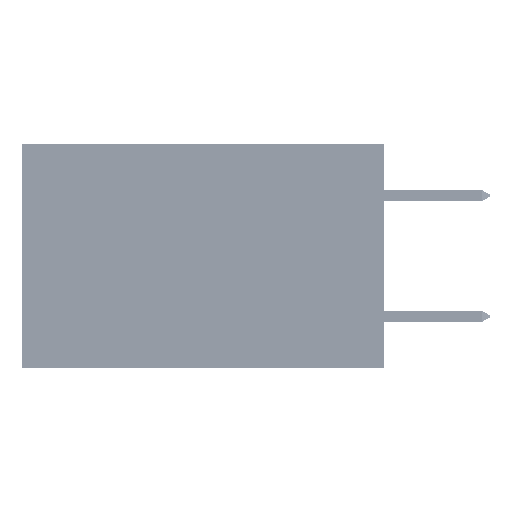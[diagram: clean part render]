
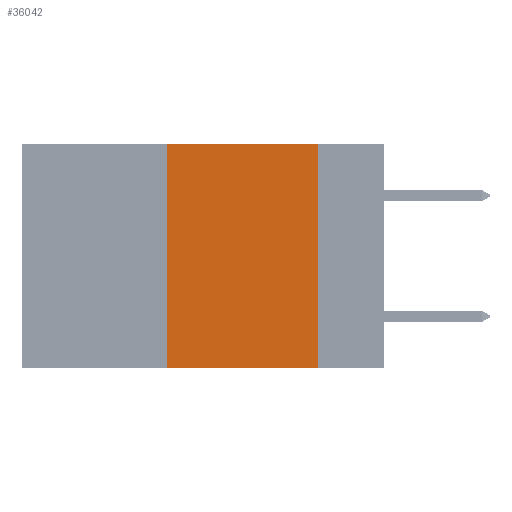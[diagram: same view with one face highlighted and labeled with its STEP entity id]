
A CAD part, left-side view. The second image highlights one B-rep face of the part: STEP entity #36042.
In plain terms, the highlighted planar face has unit normal (-1, 0, 0).
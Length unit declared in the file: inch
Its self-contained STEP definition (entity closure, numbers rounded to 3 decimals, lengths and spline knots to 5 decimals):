
#185 = LINE ( 'NONE', #28245, #43033 ) ;
#766 = PLANE ( 'NONE',  #33087 ) ;
#2110 = VERTEX_POINT ( 'NONE', #38945 ) ;
#3433 = VERTEX_POINT ( 'NONE', #41698 ) ;
#4158 = LINE ( 'NONE', #6673, #38897 ) ;
#5527 = VERTEX_POINT ( 'NONE', #31362 ) ;
#6673 = CARTESIAN_POINT ( 'NONE',  ( 0., 0.6, -0.37 ) ) ;
#7236 = EDGE_LOOP ( 'NONE', ( #34070, #31102, #15522, #13736 ) ) ;
#9940 = CARTESIAN_POINT ( 'NONE',  ( 0., 0.36, 0. ) ) ;
#11422 = DIRECTION ( 'NONE',  ( 0., 0., 1. ) ) ;
#13736 = ORIENTED_EDGE ( 'NONE', *, *, #18091, .T. ) ;
#14781 = DIRECTION ( 'NONE',  ( 0., 0., -1. ) ) ;
#15522 = ORIENTED_EDGE ( 'NONE', *, *, #29706, .F. ) ;
#18091 = EDGE_CURVE ( 'NONE', #3433, #5527, #4158, .T. ) ;
#20310 = VECTOR ( 'NONE', #39100, 39.37008 ) ;
#21426 = DIRECTION ( 'NONE',  ( 0., 0., -1. ) ) ;
#22102 = FACE_OUTER_BOUND ( 'NONE', #7236, .T. ) ;
#27370 = LINE ( 'NONE', #35625, #20310 ) ;
#28245 = CARTESIAN_POINT ( 'NONE',  ( 0., 0.11, 0. ) ) ;
#29706 = EDGE_CURVE ( 'NONE', #3433, #39782, #39850, .T. ) ;
#31102 = ORIENTED_EDGE ( 'NONE', *, *, #37628, .F. ) ;
#31362 = CARTESIAN_POINT ( 'NONE',  ( 0., 0.11, -0.37 ) ) ;
#31749 = VECTOR ( 'NONE', #11422, 39.37008 ) ;
#32064 = CARTESIAN_POINT ( 'NONE',  ( 0., 0.6, 0. ) ) ;
#32221 = CARTESIAN_POINT ( 'NONE',  ( 0., 0.36, 0. ) ) ;
#33087 = AXIS2_PLACEMENT_3D ( 'NONE', #32064, #35524, #14781 ) ;
#34070 = ORIENTED_EDGE ( 'NONE', *, *, #41289, .F. ) ;
#34307 = DIRECTION ( 'NONE',  ( 0., -1., 0. ) ) ;
#35524 = DIRECTION ( 'NONE',  ( 1., 0., 0. ) ) ;
#35625 = CARTESIAN_POINT ( 'NONE',  ( 0., 0.6, 0. ) ) ;
#36042 = ADVANCED_FACE ( 'NONE', ( #22102 ), #766, .F. ) ;
#37628 = EDGE_CURVE ( 'NONE', #39782, #2110, #27370, .T. ) ;
#38897 = VECTOR ( 'NONE', #34307, 39.37008 ) ;
#38945 = CARTESIAN_POINT ( 'NONE',  ( 0., 0.11, 0. ) ) ;
#39100 = DIRECTION ( 'NONE',  ( 0., -1., 0. ) ) ;
#39782 = VERTEX_POINT ( 'NONE', #9940 ) ;
#39850 = LINE ( 'NONE', #32221, #31749 ) ;
#41289 = EDGE_CURVE ( 'NONE', #2110, #5527, #185, .T. ) ;
#41698 = CARTESIAN_POINT ( 'NONE',  ( 0., 0.36, -0.37 ) ) ;
#43033 = VECTOR ( 'NONE', #21426, 39.37008 ) ;
